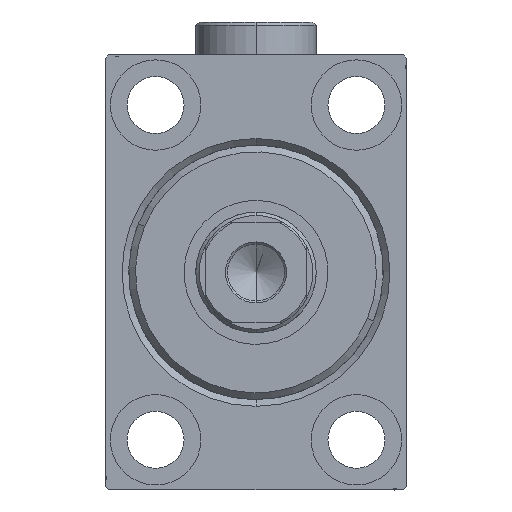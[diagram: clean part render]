
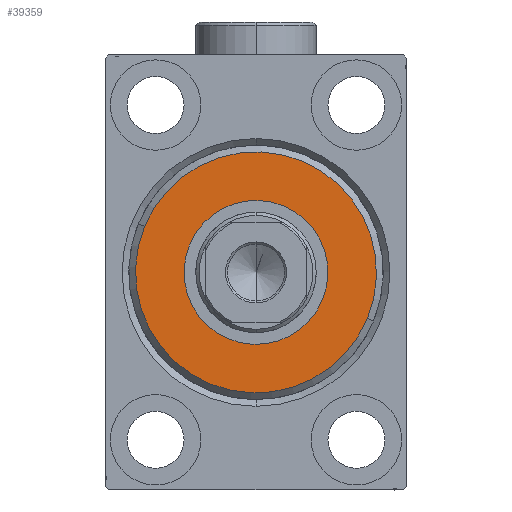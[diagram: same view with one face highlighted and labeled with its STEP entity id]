
A CAD part, left-side view. The second image highlights one B-rep face of the part: STEP entity #39359.
In plain terms, the highlighted face is planar.
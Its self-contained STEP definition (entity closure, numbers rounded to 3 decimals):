
#340 = DIRECTION ( 'NONE',  ( -1., 0., 0. ) ) ;
#3598 = CIRCLE ( 'NONE', #6490, 18. ) ;
#4786 = EDGE_LOOP ( 'NONE', ( #6772, #35859 ) ) ;
#6490 = AXIS2_PLACEMENT_3D ( 'NONE', #30954, #6757, #27757 ) ;
#6510 = DIRECTION ( 'NONE',  ( 0., 0., -1. ) ) ;
#6757 = DIRECTION ( 'NONE',  ( 1., 0., 0. ) ) ;
#6772 = ORIENTED_EDGE ( 'NONE', *, *, #40028, .T. ) ;
#7296 = CARTESIAN_POINT ( 'NONE',  ( 3., 0., 0. ) ) ;
#7574 = EDGE_CURVE ( 'NONE', #32261, #44025, #14307, .T. ) ;
#7636 = DIRECTION ( 'NONE',  ( 0., 0., -1. ) ) ;
#13696 = CARTESIAN_POINT ( 'NONE',  ( 3., 0., -18. ) ) ;
#13817 = CARTESIAN_POINT ( 'NONE',  ( 3., 0., 0. ) ) ;
#14307 = CIRCLE ( 'NONE', #44276, 10.75 ) ;
#15954 = AXIS2_PLACEMENT_3D ( 'NONE', #7296, #38826, #18246 ) ;
#18246 = DIRECTION ( 'NONE',  ( 0., 0., -1. ) ) ;
#18575 = FACE_BOUND ( 'NONE', #21467, .T. ) ;
#18838 = CIRCLE ( 'NONE', #15954, 18. ) ;
#18878 = EDGE_CURVE ( 'NONE', #43280, #41953, #18838, .T. ) ;
#20542 = CARTESIAN_POINT ( 'NONE',  ( 3., 0., 10.75 ) ) ;
#21467 = EDGE_LOOP ( 'NONE', ( #42736, #31877 ) ) ;
#21505 = CARTESIAN_POINT ( 'NONE',  ( 3., 0., -10.75 ) ) ;
#22025 = DIRECTION ( 'NONE',  ( 1., 0., 0. ) ) ;
#26788 = CIRCLE ( 'NONE', #28975, 10.75 ) ;
#27497 = DIRECTION ( 'NONE',  ( -1., 0., 0. ) ) ;
#27757 = DIRECTION ( 'NONE',  ( 0., 0., -1. ) ) ;
#28975 = AXIS2_PLACEMENT_3D ( 'NONE', #13817, #340, #7636 ) ;
#29092 = DIRECTION ( 'NONE',  ( 0., 0., -1. ) ) ;
#30351 = CARTESIAN_POINT ( 'NONE',  ( 3., 0., 18. ) ) ;
#30931 = CARTESIAN_POINT ( 'NONE',  ( 3., 0., 0. ) ) ;
#30954 = CARTESIAN_POINT ( 'NONE',  ( 3., 0., 0. ) ) ;
#31877 = ORIENTED_EDGE ( 'NONE', *, *, #36029, .T. ) ;
#32261 = VERTEX_POINT ( 'NONE', #20542 ) ;
#32519 = CARTESIAN_POINT ( 'NONE',  ( 3., 0., 0. ) ) ;
#32967 = PLANE ( 'NONE',  #41534 ) ;
#35859 = ORIENTED_EDGE ( 'NONE', *, *, #18878, .T. ) ;
#36029 = EDGE_CURVE ( 'NONE', #44025, #32261, #26788, .T. ) ;
#36845 = FACE_OUTER_BOUND ( 'NONE', #4786, .T. ) ;
#38826 = DIRECTION ( 'NONE',  ( 1., 0., 0. ) ) ;
#39359 = ADVANCED_FACE ( 'NONE', ( #36845, #18575 ), #32967, .T. ) ;
#40028 = EDGE_CURVE ( 'NONE', #41953, #43280, #3598, .T. ) ;
#41534 = AXIS2_PLACEMENT_3D ( 'NONE', #32519, #22025, #29092 ) ;
#41953 = VERTEX_POINT ( 'NONE', #30351 ) ;
#42736 = ORIENTED_EDGE ( 'NONE', *, *, #7574, .T. ) ;
#43280 = VERTEX_POINT ( 'NONE', #13696 ) ;
#44025 = VERTEX_POINT ( 'NONE', #21505 ) ;
#44276 = AXIS2_PLACEMENT_3D ( 'NONE', #30931, #27497, #6510 ) ;
